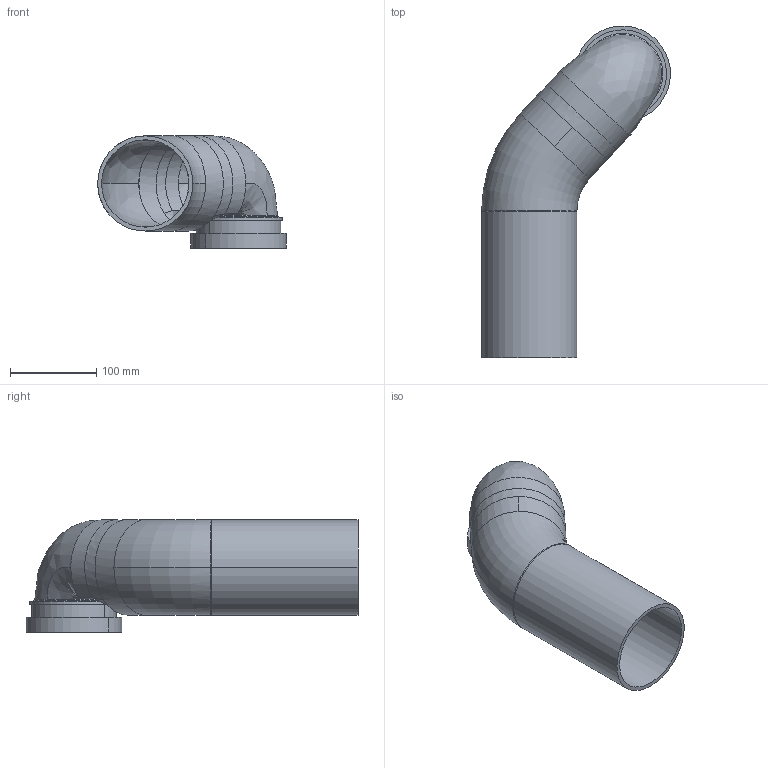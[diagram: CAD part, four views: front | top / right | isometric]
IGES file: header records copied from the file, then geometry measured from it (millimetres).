
Global section: file name: No Iges File Name specified; native system: Autodesk Inventor 2011; preprocessor: AutoDesk Inventor Iges Exporter R2011; author: ML; date: 20110317.231407; units: millimetre
Bounding box: 218.71 x 384.82 x 130.2 mm (x, y, z)
Volume: 603240.1 mm3; surface area: 296029.8 mm2
Topology: 1 solids, 1 shells, 64 faces, 160 edges, 101 vertices
Faces by surface type: bspline 18, revolution 16, cylinder 13, plane 11, cone 4, torus 2
